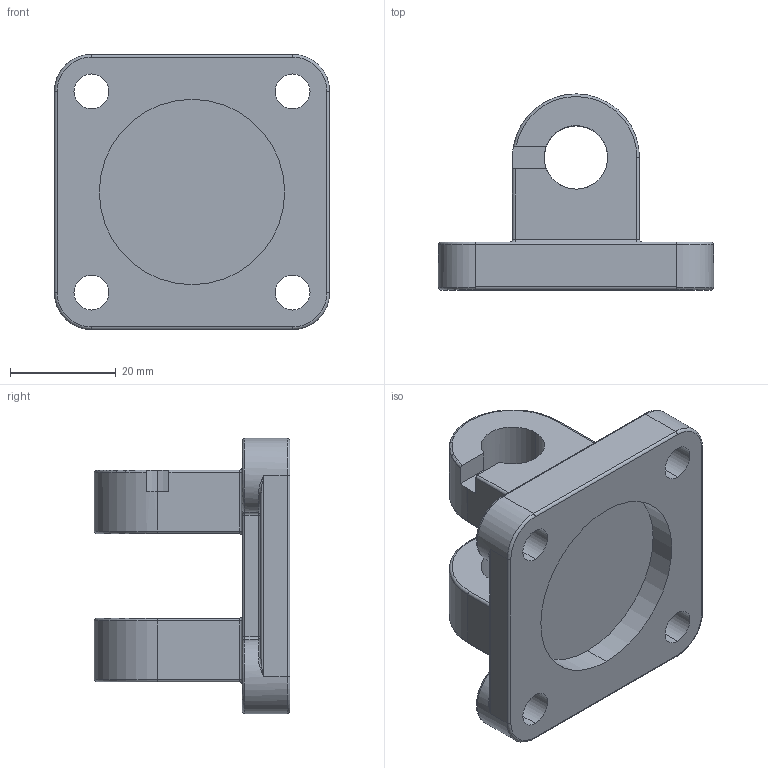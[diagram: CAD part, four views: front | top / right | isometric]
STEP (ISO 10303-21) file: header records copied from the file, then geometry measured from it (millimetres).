
FILE_DESCRIPTION (( 'STEP AP214' ), '1' );
FILE_NAME ('RD001514.STEP', '2018-09-10T07:01:28', ( '' ), ( '' ), 'SwSTEP 2.0', 'SolidWorks 2018', '' );
FILE_SCHEMA (( 'AUTOMOTIVE_DESIGN' ));
Length unit declared in the file: millimetre
Products named in the file (1): RD001514
Bounding box: 52 x 37 x 52 mm (x, y, z)
Volume: 26851.7 mm3; surface area: 12266.2 mm2
Topology: 1 solids, 1 shells, 125 faces, 295 edges, 173 vertices
Faces by surface type: cylinder 63, torus 28, plane 26, bspline 4, sphere 4
Entity records: 3979 total; most frequent: CARTESIAN_POINT 987, DIRECTION 687, ORIENTED_EDGE 582, EDGE_CURVE 291, AXIS2_PLACEMENT_3D 287, VERTEX_POINT 173, CIRCLE 165, EDGE_LOOP 142
